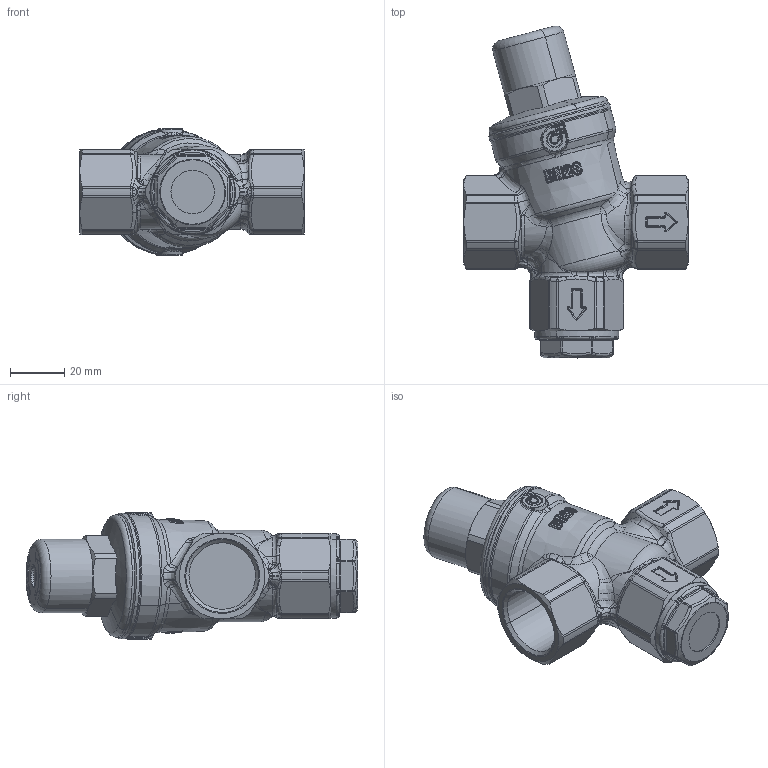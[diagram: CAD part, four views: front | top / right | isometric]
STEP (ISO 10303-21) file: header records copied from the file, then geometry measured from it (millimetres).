
FILE_DESCRIPTION(('CATIA V5 STEP Exchange','CAx-IF Rec.Pracs.--- Model Styling and Organization---1.4--- 2014-01-23','CAx-IF Rec.Pracs.---3D Tessellated Data Validation Properties---0.5---2014-09-14'),'2;1');
FILE_NAME('STEP_533550_AUS_-_TST.stp','2022-10-14T15:01:01+00:00',('none'),('none'),'CATIA Version 5-6 Release 2019 SP3','CATIA V5 STEP AP242 v1','none');
FILE_SCHEMA(('AP242_MANAGED_MODEL_BASED_3D_ENGINEERING_MIM_LF {1 0 10303 442 1 1 4}'));
Products named in the file (1): 533550 AUS - TST
Bounding box: 82.5 x 122.18 x 46.4 mm (x, y, z)
Volume: 130646 mm3; surface area: 28189.5 mm2
Topology: 2 solids, 2 shells, 1607 faces, 3839 edges, 2162 vertices
Faces by surface type: bspline 807, cylinder 314, plane 195, torus 115, cone 106, sphere 70
Entity records: 91996 total; most frequent: CARTESIAN_POINT 63930, ORIENTED_EDGE 7454, EDGE_CURVE 3727, DIRECTION 2630, B_SPLINE_CURVE_WITH_KNOTS 2343, VERTEX_POINT 2162, EDGE_LOOP 1645, ADVANCED_FACE 1607
